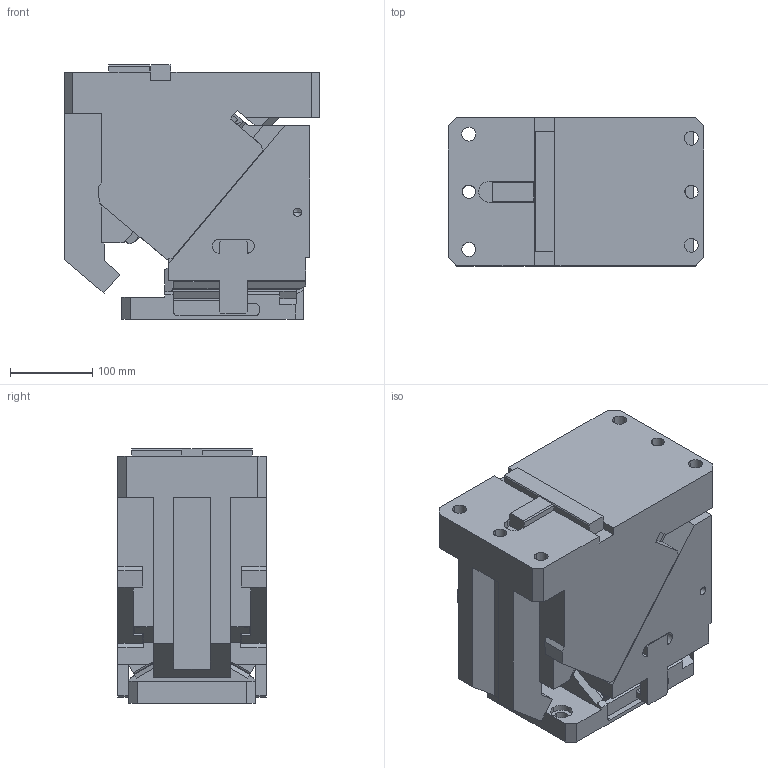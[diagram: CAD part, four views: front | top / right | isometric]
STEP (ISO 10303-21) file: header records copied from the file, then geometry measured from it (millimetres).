
FILE_DESCRIPTION(('CATIA V5 STEP Exchange'),'2;1');
FILE_NAME('CACV_F_180_00.stp','2015-04-27T06:52:31+00:00',('none'),('none'),'CATIA Version 5 Release 19 SP 2 (IN-10)','CATIA V5 STEP AP203','none');
FILE_SCHEMA(('CONFIG_CONTROL_DESIGN'));
Length unit declared in the file: millimetre
Products named in the file (1): CACV_F_180_00
Bounding box: 310 x 180 x 309 mm (x, y, z)
Volume: 12428459.2 mm3; surface area: 723721.8 mm2
Topology: 3 solids, 6 shells, 538 faces, 1502 edges, 978 vertices
Faces by surface type: plane 382, cylinder 147, cone 8, extrusion 1
Entity records: 17907 total; most frequent: CARTESIAN_POINT 4595, ORIENTED_EDGE 2992, DIRECTION 2299, EDGE_CURVE 1496, VECTOR 1163, LINE 1162, VERTEX_POINT 978, AXIS2_PLACEMENT_3D 659
